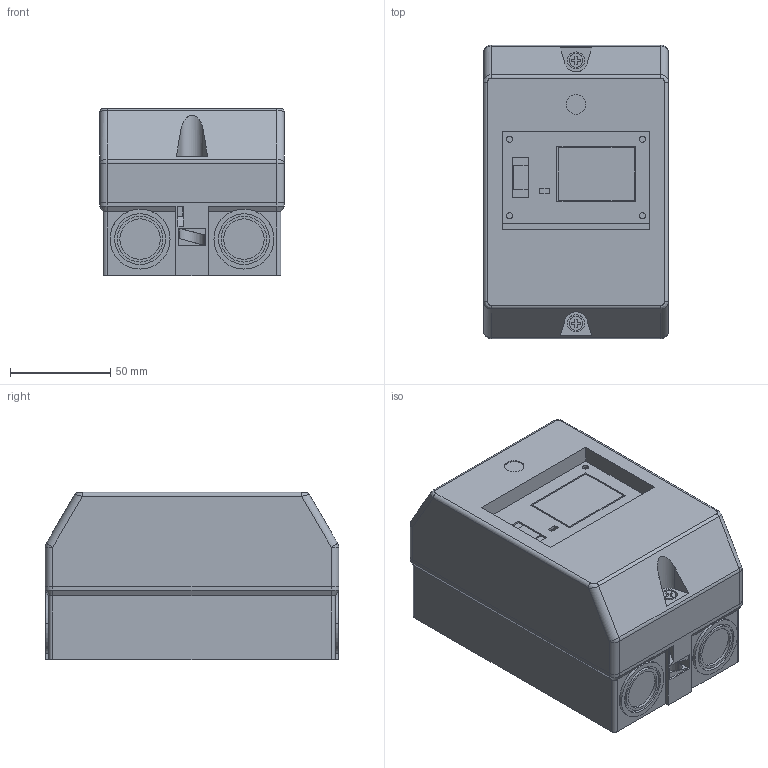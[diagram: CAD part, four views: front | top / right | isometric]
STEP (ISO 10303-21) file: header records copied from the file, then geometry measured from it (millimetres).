
FILE_DESCRIPTION((''),'2;1');
FILE_NAME('GV2MC01_ASM','2018-02-22T',('SESA468396'),('Schneider-Electric'),'PRO/ENGINEER BY PARAMETRIC TECHNOLOGY CORPORATION, 2015440','PRO/ENGINEER BY PARAMETRIC TECHNOLOGY CORPORATION, 2015440','');
FILE_SCHEMA(('CONFIG_CONTROL_DESIGN'));
Length unit declared in the file: millimetre
Products named in the file (5): BOITIER_1_1; SOCLE_1_1; SCREW_1_1; SB108719_3D_COLOUR_ASM_1_ASM; GV2MC01_ASM
Assembly tree (5 placements, depth 3):
  GV2MC01_ASM
    SB108719_3D_COLOUR_ASM_1_ASM
      BOITIER_1_1
      SOCLE_1_1
      SCREW_1_1  x2
Bounding box: 92.2 x 146.3 x 83.35 mm (x, y, z)
Volume: 246711.7 mm3; surface area: 132138.9 mm2
Topology: 4 solids, 4 shells, 279 faces, 691 edges, 448 vertices
Faces by surface type: plane 173, cylinder 94, bspline 4, sphere 4, cone 4
Entity records: 8134 total; most frequent: CARTESIAN_POINT 1671, DIRECTION 1343, ORIENTED_EDGE 1286, EDGE_CURVE 643, AXIS2_PLACEMENT_3D 454, VECTOR 435, LINE 435, VERTEX_POINT 416
